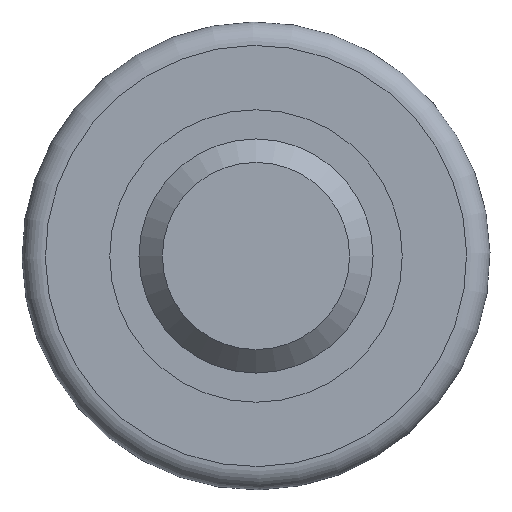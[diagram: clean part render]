
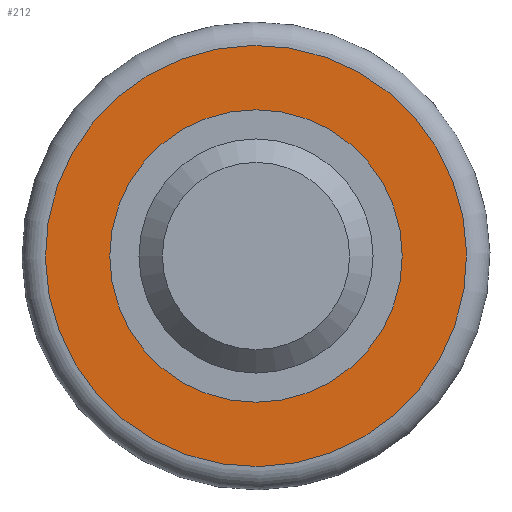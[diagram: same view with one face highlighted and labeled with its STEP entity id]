
A CAD part, left-side view. The second image highlights one B-rep face of the part: STEP entity #212.
In plain terms, the highlighted planar face has unit normal (-1, 0, 0).
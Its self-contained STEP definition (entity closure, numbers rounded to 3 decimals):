
#141=CARTESIAN_POINT('',(9.,17.998,-0.261));
#142=VERTEX_POINT('',#141);
#143=CARTESIAN_POINT('',(9.,0.,0.));
#144=DIRECTION('',(1.0,0.,0.));
#145=DIRECTION('',(0.,-1.,0.015));
#146=AXIS2_PLACEMENT_3D('',#143,#144,#145);
#147=CIRCLE('',#146,18.0);
#148=EDGE_CURVE('',#142,#142,#147,.T.);
#193=CARTESIAN_POINT('',(9.,12.999,-0.189));
#194=DIRECTION('',(-1.0,0.0,0.0));
#195=DIRECTION('',(0.0,0.015,1.));
#196=AXIS2_PLACEMENT_3D('',#193,#194,#195);
#197=PLANE('',#196);
#198=ORIENTED_EDGE('',*,*,#148,.F.);
#199=EDGE_LOOP('',(#198));
#200=FACE_OUTER_BOUND('',#199,.T.);
#201=CARTESIAN_POINT('',(9.,-7.,0.));
#202=VERTEX_POINT('',#201);
#203=CARTESIAN_POINT('',(9.,0.,0.0));
#204=DIRECTION('',(-1.0,0.0,0.0));
#205=DIRECTION('',(0.0,1.0,0.0));
#206=AXIS2_PLACEMENT_3D('',#203,#204,#205);
#207=CIRCLE('',#206,7.);
#208=EDGE_CURVE('',#202,#202,#207,.T.);
#209=ORIENTED_EDGE('',*,*,#208,.F.);
#210=EDGE_LOOP('',(#209));
#211=FACE_BOUND('',#210,.T.);
#212=ADVANCED_FACE('',(#200,#211),#197,.T.);
